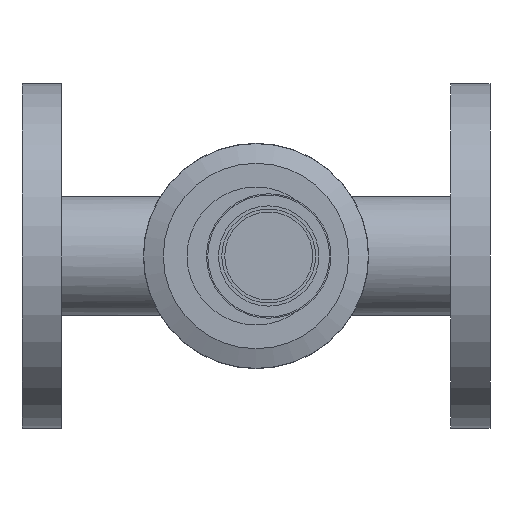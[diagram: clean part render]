
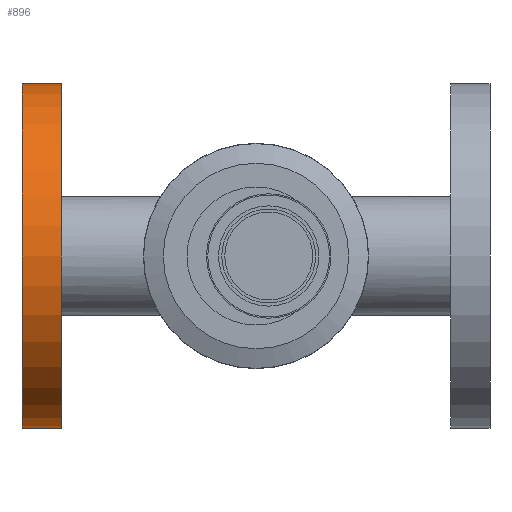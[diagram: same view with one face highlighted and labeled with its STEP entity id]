
A CAD part, left-side view. The second image highlights one B-rep face of the part: STEP entity #896.
In plain terms, the highlighted cylindrical face has radius 70 mm (diameter 140 mm), a full revolution.
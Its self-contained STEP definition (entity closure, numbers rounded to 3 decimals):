
#118=FACE_OUTER_BOUND('',#188,.T.);
#188=EDGE_LOOP('',(#718,#719,#720,#721));
#266=LINE('',#1685,#302);
#302=VECTOR('',#1266,70.);
#368=CIRCLE('',#1028,70.);
#369=CIRCLE('',#1030,70.);
#444=VERTEX_POINT('',#1680);
#445=VERTEX_POINT('',#1683);
#547=EDGE_CURVE('',#444,#444,#368,.T.);
#548=EDGE_CURVE('',#445,#445,#369,.T.);
#549=EDGE_CURVE('',#445,#444,#266,.T.);
#718=ORIENTED_EDGE('',*,*,#548,.F.);
#719=ORIENTED_EDGE('',*,*,#549,.T.);
#720=ORIENTED_EDGE('',*,*,#547,.T.);
#721=ORIENTED_EDGE('',*,*,#549,.F.);
#856=CYLINDRICAL_SURFACE('',#1029,70.);
#896=ADVANCED_FACE('',(#118),#856,.T.);
#1028=AXIS2_PLACEMENT_3D('',#1681,#1260,#1261);
#1029=AXIS2_PLACEMENT_3D('',#1682,#1262,#1263);
#1030=AXIS2_PLACEMENT_3D('',#1684,#1264,#1265);
#1260=DIRECTION('center_axis',(0.,-1.,0.));
#1261=DIRECTION('ref_axis',(1.,0.,0.));
#1262=DIRECTION('center_axis',(0.,-1.,0.));
#1263=DIRECTION('ref_axis',(-1.,0.,0.));
#1264=DIRECTION('center_axis',(0.,-1.,0.));
#1265=DIRECTION('ref_axis',(1.,0.,0.));
#1266=DIRECTION('',(0.,1.,0.));
#1680=CARTESIAN_POINT('',(2216.451,95.,0.));
#1681=CARTESIAN_POINT('Origin',(2146.451,95.,0.));
#1682=CARTESIAN_POINT('Origin',(2146.451,87.,0.));
#1683=CARTESIAN_POINT('',(2216.451,79.,0.));
#1684=CARTESIAN_POINT('Origin',(2146.451,79.,0.));
#1685=CARTESIAN_POINT('',(2216.451,87.,0.));
